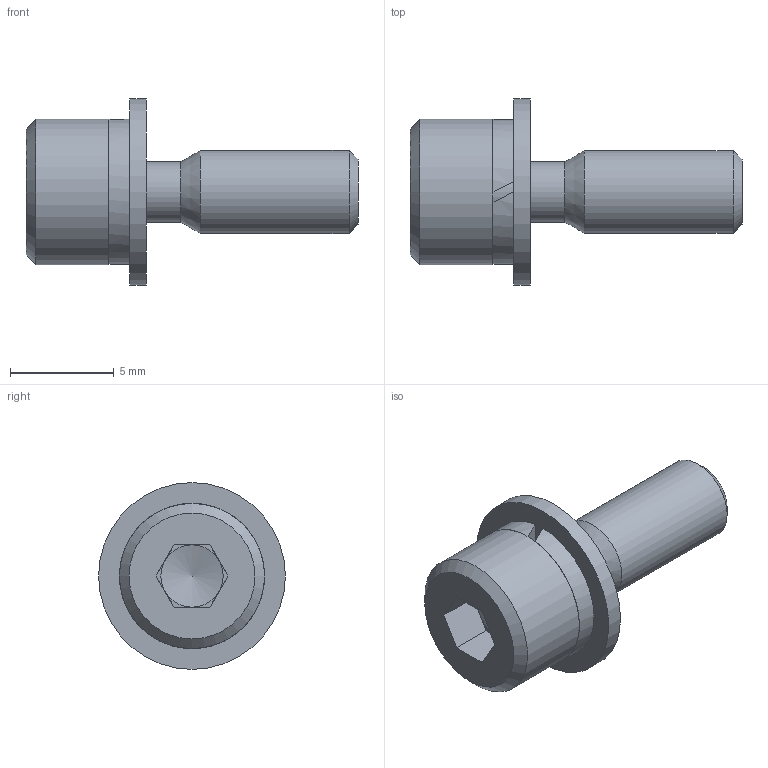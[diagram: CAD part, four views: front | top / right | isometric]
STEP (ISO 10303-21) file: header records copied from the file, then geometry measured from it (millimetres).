
FILE_DESCRIPTION(/* description */ ('STEP AP214'),/* implementation_level */ '2;1');
FILE_NAME(/* name */ 'BOX-SCBS4-12',/* time_stamp */ '2025-10-22T18:39:25+02:00',/* author */ ('License CC BY-ND 4.0'),/* organization */ ('CADENAS'),/* preprocessor_version */ 'ST-DEVELOPER v19.3',/* originating_system */ 'PARTsolutions',/* authorisation */ ' ');
FILE_SCHEMA (('AUTOMOTIVE_DESIGN {1 0 10303 214 3 1 1}'));
Length unit declared in the file: millimetre
Products named in the file (4): BOX-SCBS4-12; BOX-SCBSbolt4-12_b; BOX-SCBSswasher4_s; BOX- CBSTfwasher4_f
Assembly tree (3 placements, depth 2):
  BOX-SCBS4-12
    BOX-SCBSbolt4-12_b
    BOX-SCBSswasher4_s
    BOX- CBSTfwasher4_f
Bounding box: 16 x 9 x 9 mm (x, y, z)
Volume: 337.7 mm3; surface area: 561.4 mm2
Topology: 3 solids, 3 shells, 33 faces, 67 edges, 41 vertices
Faces by surface type: plane 21, cylinder 8, cone 4
Full cylindrical faces by diameter (mm): 2.9 x3, 3 x1, 4 x1, 7 x2, 9 x1
Entity records: 901 total; most frequent: DIRECTION 156, CARTESIAN_POINT 132, ORIENTED_EDGE 110, AXIS2_PLACEMENT_3D 64, EDGE_CURVE 55, FACE_BOUND 47, EDGE_LOOP 46, VERTEX_POINT 40
